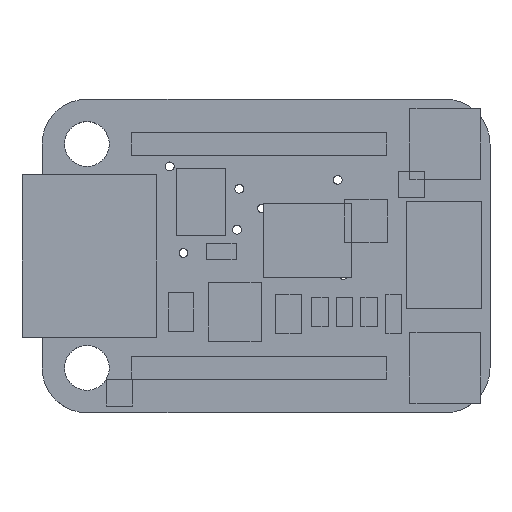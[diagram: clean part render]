
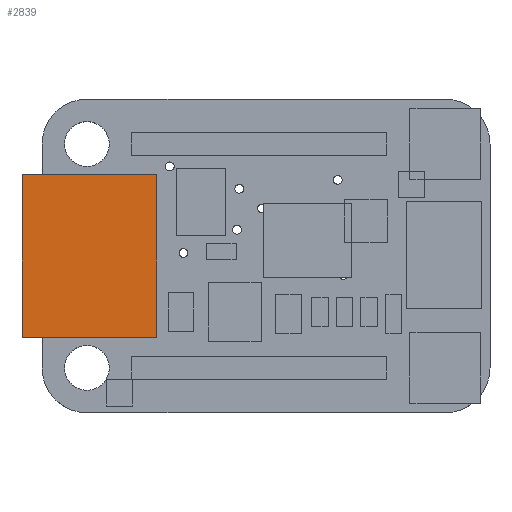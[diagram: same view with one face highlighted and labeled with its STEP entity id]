
A CAD part, top view. The second image highlights one B-rep face of the part: STEP entity #2839.
In plain terms, the highlighted planar face has unit normal (0, 0, 1).
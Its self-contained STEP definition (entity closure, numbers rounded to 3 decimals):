
#289=PLANE('',#3284);
#439=FACE_OUTER_BOUND('',#665,.T.);
#665=EDGE_LOOP('',(#2429,#2430,#2431,#2432));
#871=LINE('',#4722,#1133);
#874=LINE('',#4728,#1136);
#877=LINE('',#4734,#1139);
#880=LINE('',#4738,#1142);
#1133=VECTOR('',#3921,10.);
#1136=VECTOR('',#3926,10.);
#1139=VECTOR('',#3931,10.);
#1142=VECTOR('',#3936,10.);
#1497=VERTEX_POINT('',#4719);
#1498=VERTEX_POINT('',#4721);
#1500=VERTEX_POINT('',#4727);
#1502=VERTEX_POINT('',#4733);
#1815=EDGE_CURVE('',#1498,#1497,#871,.T.);
#1818=EDGE_CURVE('',#1500,#1498,#874,.T.);
#1821=EDGE_CURVE('',#1502,#1500,#877,.T.);
#1824=EDGE_CURVE('',#1497,#1502,#880,.T.);
#2429=ORIENTED_EDGE('',*,*,#1824,.T.);
#2430=ORIENTED_EDGE('',*,*,#1821,.T.);
#2431=ORIENTED_EDGE('',*,*,#1818,.T.);
#2432=ORIENTED_EDGE('',*,*,#1815,.T.);
#2839=ADVANCED_FACE('',(#439),#289,.T.);
#3284=AXIS2_PLACEMENT_3D('',#4739,#3937,#3938);
#3921=DIRECTION('',(-1.,0.,0.));
#3926=DIRECTION('',(0.,1.,0.));
#3931=DIRECTION('',(1.,0.,0.));
#3936=DIRECTION('',(0.,-1.,0.));
#3937=DIRECTION('center_axis',(0.,0.,1.));
#3938=DIRECTION('ref_axis',(1.,0.,0.));
#4719=CARTESIAN_POINT('',(-4.62,3.82,0.1));
#4721=CARTESIAN_POINT('',(4.62,3.82,0.1));
#4722=CARTESIAN_POINT('',(4.62,3.82,0.1));
#4727=CARTESIAN_POINT('',(4.62,-3.81,0.1));
#4728=CARTESIAN_POINT('',(4.62,-3.81,0.1));
#4733=CARTESIAN_POINT('',(-4.62,-3.81,0.1));
#4734=CARTESIAN_POINT('',(-4.62,-3.81,0.1));
#4738=CARTESIAN_POINT('',(-4.62,3.82,0.1));
#4739=CARTESIAN_POINT('Origin',(0.,0.005,0.1));
